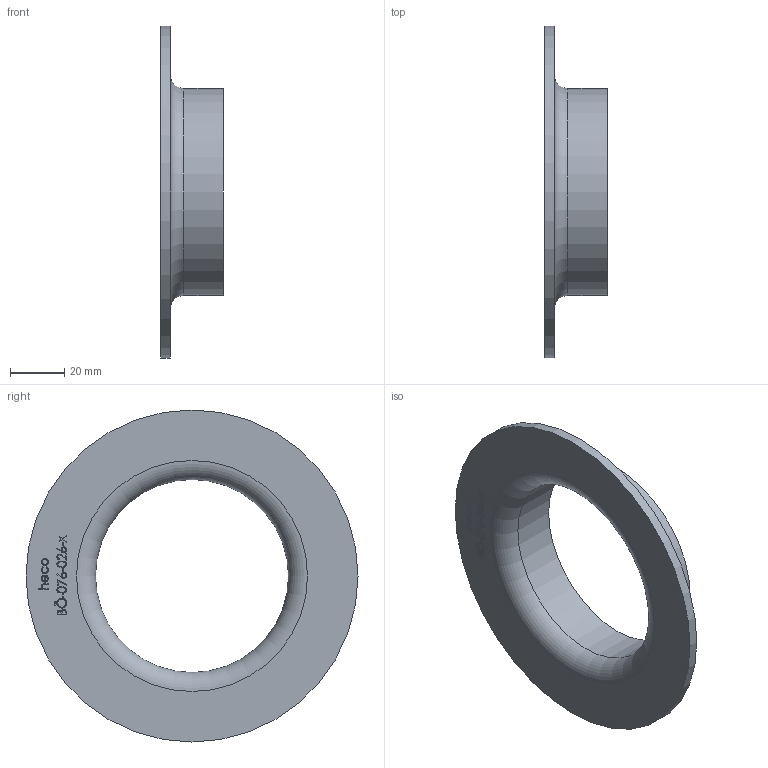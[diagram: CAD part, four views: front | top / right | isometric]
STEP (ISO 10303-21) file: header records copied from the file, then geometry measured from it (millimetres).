
FILE_DESCRIPTION (( 'STEP AP214' ), '1' );
FILE_NAME ('BÖ-076-026-x Vorschweissbördel 2012.STEP', '2020-12-02T10:04:50', ( '' ), ( '' ), 'SwSTEP 2.0', 'SolidWorks 2019', '' );
FILE_SCHEMA (( 'AUTOMOTIVE_DESIGN' ));
Length unit declared in the file: millimetre
Products named in the file (1): BÖ-076-026-x Vorschweissbördel 2012
Bounding box: 23 x 122 x 122 mm (x, y, z)
Volume: 37676.9 mm3; surface area: 25468.5 mm2
Topology: 1 solids, 1 shells, 201 faces, 511 edges, 340 vertices
Faces by surface type: bspline 102, plane 94, cylinder 3, torus 2
Full cylindrical faces by diameter (mm): 70.9 x1, 76.1 x1, 122 x1
Entity records: 13906 total; most frequent: CARTESIAN_POINT 7694, ORIENTED_EDGE 1012, DIRECTION 510, EDGE_CURVE 506, VERTEX_POINT 340, LINE 294, VECTOR 294, EDGE_LOOP 236
